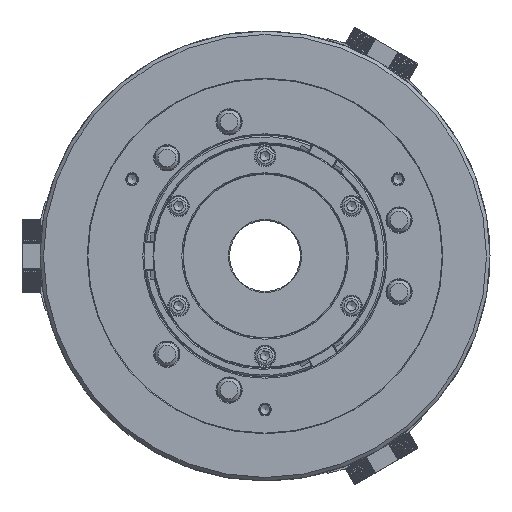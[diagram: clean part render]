
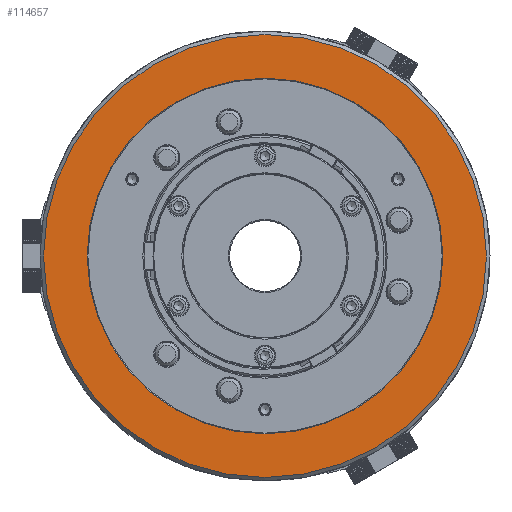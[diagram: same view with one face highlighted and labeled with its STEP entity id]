
A CAD part, left-side view. The second image highlights one B-rep face of the part: STEP entity #114657.
In plain terms, the highlighted planar face has unit normal (-1, 0, 0).
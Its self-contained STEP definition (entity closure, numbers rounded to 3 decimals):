
#32567=PLANE('',#119877);
#37439=ORIENTED_EDGE('',*,*,#72775,.F.);
#37440=ORIENTED_EDGE('',*,*,#72736,.T.);
#72736=EDGE_CURVE('',#90427,#90427,#101727,.T.);
#72775=EDGE_CURVE('',#90457,#90457,#101752,.T.);
#90427=VERTEX_POINT('',#155432);
#90457=VERTEX_POINT('',#155560);
#101727=CIRCLE('',#119836,150.6);
#101752=CIRCLE('',#119878,187.5);
#103003=EDGE_LOOP('',(#37439));
#103004=EDGE_LOOP('',(#37440));
#108674=FACE_BOUND('',#103003,.T.);
#108675=FACE_BOUND('',#103004,.T.);
#114657=ADVANCED_FACE('',(#108674,#108675),#32567,.T.);
#119836=AXIS2_PLACEMENT_3D('',#155431,#126417,#126418);
#119877=AXIS2_PLACEMENT_3D('',#155558,#126499,#126500);
#119878=AXIS2_PLACEMENT_3D('',#155559,#126501,#126502);
#126417=DIRECTION('',(1.,0.,0.));
#126418=DIRECTION('',(0.,0.,-1.));
#126499=DIRECTION('',(-1.,0.,0.));
#126500=DIRECTION('',(0.,0.,1.));
#126501=DIRECTION('',(1.,0.,0.));
#126502=DIRECTION('',(0.,0.,-1.));
#155431=CARTESIAN_POINT('',(-133.,0.,0.));
#155432=CARTESIAN_POINT('',(-133.,0.,-150.6));
#155558=CARTESIAN_POINT('',(-133.,93.75,-162.38));
#155559=CARTESIAN_POINT('',(-133.,0.,0.));
#155560=CARTESIAN_POINT('',(-133.,0.,-187.5));
